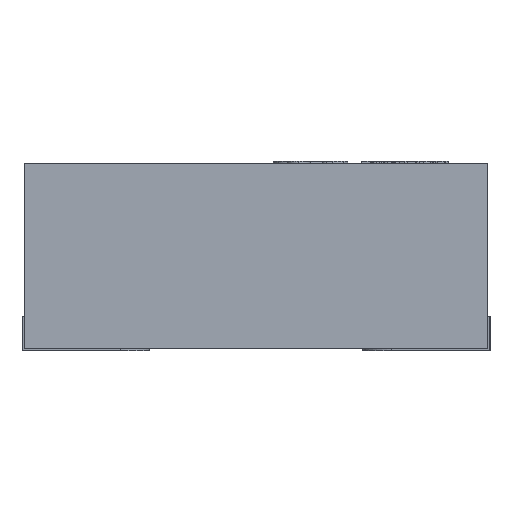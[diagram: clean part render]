
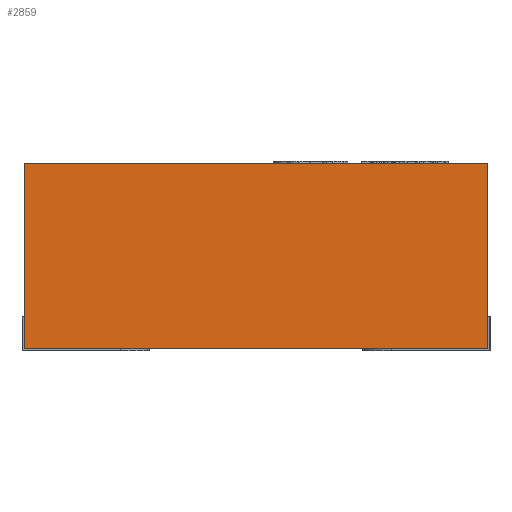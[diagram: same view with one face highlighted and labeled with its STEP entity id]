
A CAD part, front view. The second image highlights one B-rep face of the part: STEP entity #2859.
In plain terms, the highlighted planar face has unit normal (0, -1, 0).
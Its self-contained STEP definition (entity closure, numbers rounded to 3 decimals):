
#517 = VECTOR ( 'NONE', #14545, 1000. ) ;
#921 = EDGE_LOOP ( 'NONE', ( #8266, #15388, #9734, #14772 ) ) ;
#1739 = VECTOR ( 'NONE', #10690, 1000. ) ;
#1905 = EDGE_CURVE ( 'NONE', #13784, #4625, #5985, .T. ) ;
#2710 = CARTESIAN_POINT ( 'NONE',  ( -1., -1., 0.01 ) ) ;
#2859 = ADVANCED_FACE ( 'NONE', ( #6475 ), #5227, .F. ) ;
#3214 = DIRECTION ( 'NONE',  ( 0., 0., -1. ) ) ;
#3674 = CARTESIAN_POINT ( 'NONE',  ( -1., -1., 0.01 ) ) ;
#3771 = LINE ( 'NONE', #2710, #1739 ) ;
#4022 = CARTESIAN_POINT ( 'NONE',  ( -1., -1., 0.81 ) ) ;
#4625 = VERTEX_POINT ( 'NONE', #10944 ) ;
#4885 = DIRECTION ( 'NONE',  ( 1., 0., 0. ) ) ;
#5227 = PLANE ( 'NONE',  #12359 ) ;
#5985 = LINE ( 'NONE', #11837, #12075 ) ;
#6475 = FACE_OUTER_BOUND ( 'NONE', #921, .T. ) ;
#6887 = EDGE_CURVE ( 'NONE', #14766, #7884, #3771, .T. ) ;
#7447 = LINE ( 'NONE', #9691, #517 ) ;
#7884 = VERTEX_POINT ( 'NONE', #8771 ) ;
#7973 = CARTESIAN_POINT ( 'NONE',  ( -1., -1., 0.81 ) ) ;
#8266 = ORIENTED_EDGE ( 'NONE', *, *, #6887, .T. ) ;
#8771 = CARTESIAN_POINT ( 'NONE',  ( 1., -1., 0.01 ) ) ;
#9279 = CARTESIAN_POINT ( 'NONE',  ( 1., -1., 0.81 ) ) ;
#9691 = CARTESIAN_POINT ( 'NONE',  ( -1., -1., 0.81 ) ) ;
#9734 = ORIENTED_EDGE ( 'NONE', *, *, #1905, .F. ) ;
#10656 = VECTOR ( 'NONE', #3214, 1000. ) ;
#10690 = DIRECTION ( 'NONE',  ( 1., 0., 0. ) ) ;
#10944 = CARTESIAN_POINT ( 'NONE',  ( 1., -1., 0.81 ) ) ;
#11837 = CARTESIAN_POINT ( 'NONE',  ( -1., -1., 0.81 ) ) ;
#12075 = VECTOR ( 'NONE', #4885, 1000. ) ;
#12359 = AXIS2_PLACEMENT_3D ( 'NONE', #4022, #15204, #12787 ) ;
#12456 = EDGE_CURVE ( 'NONE', #4625, #7884, #12769, .T. ) ;
#12769 = LINE ( 'NONE', #9279, #10656 ) ;
#12787 = DIRECTION ( 'NONE',  ( 0., 0., 1. ) ) ;
#13784 = VERTEX_POINT ( 'NONE', #7973 ) ;
#14545 = DIRECTION ( 'NONE',  ( 0., 0., -1. ) ) ;
#14766 = VERTEX_POINT ( 'NONE', #3674 ) ;
#14772 = ORIENTED_EDGE ( 'NONE', *, *, #14798, .T. ) ;
#14798 = EDGE_CURVE ( 'NONE', #13784, #14766, #7447, .T. ) ;
#15204 = DIRECTION ( 'NONE',  ( 0., 1., 0. ) ) ;
#15388 = ORIENTED_EDGE ( 'NONE', *, *, #12456, .F. ) ;
